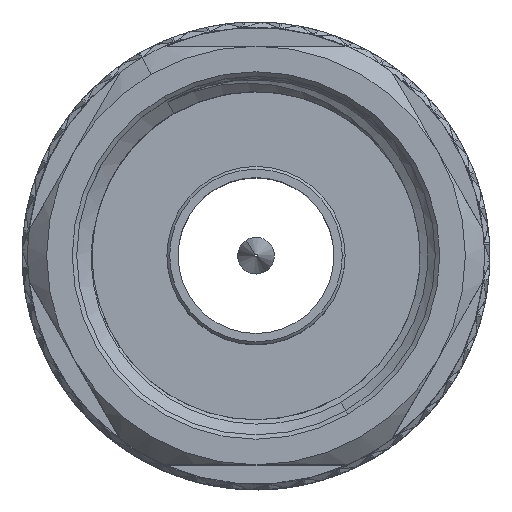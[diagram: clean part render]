
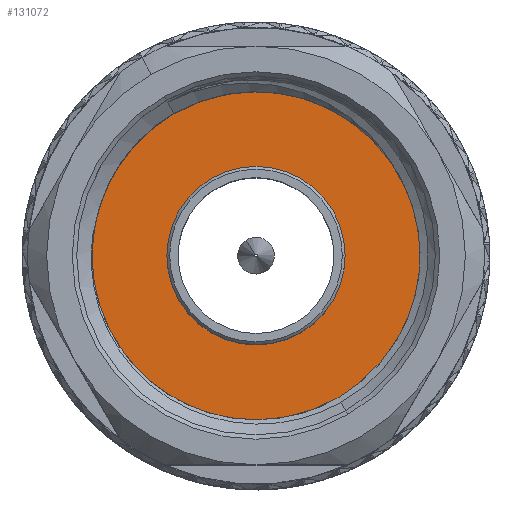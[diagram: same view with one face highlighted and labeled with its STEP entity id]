
A CAD part, top view. The second image highlights one B-rep face of the part: STEP entity #131072.
In plain terms, the highlighted planar face has unit normal (0, 0, 1).
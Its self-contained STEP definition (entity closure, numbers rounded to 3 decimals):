
#7692 = EDGE_CURVE ( 'NONE', #118916, #105474, #110123, .T. ) ;
#8903 = ORIENTED_EDGE ( 'NONE', *, *, #7692, .F. ) ;
#10909 = CARTESIAN_POINT ( 'NONE',  ( -17.517, 17.17, 16.258 ) ) ;
#11285 = CARTESIAN_POINT ( 'NONE',  ( -9.717, 17.17, 16.258 ) ) ;
#13111 = CARTESIAN_POINT ( 'NONE',  ( -17.517, 17.17, 16.258 ) ) ;
#20605 = CARTESIAN_POINT ( 'NONE',  ( -21.517, 17.17, 16.258 ) ) ;
#25205 = PLANE ( 'NONE',  #52919 ) ;
#25805 = DIRECTION ( 'NONE',  ( -1., 0., 0. ) ) ;
#25859 = EDGE_CURVE ( 'NONE', #105474, #118916, #69532, .T. ) ;
#38408 = ORIENTED_EDGE ( 'NONE', *, *, #95304, .T. ) ;
#45065 = CARTESIAN_POINT ( 'NONE',  ( -17.517, 17.17, 16.258 ) ) ;
#46180 = DIRECTION ( 'NONE',  ( 1., 0., 0. ) ) ;
#52919 = AXIS2_PLACEMENT_3D ( 'NONE', #147997, #81340, #46180 ) ;
#55372 = VERTEX_POINT ( 'NONE', #20605 ) ;
#57792 = CARTESIAN_POINT ( 'NONE',  ( -13.517, 17.17, 16.258 ) ) ;
#66453 = EDGE_LOOP ( 'NONE', ( #101938, #38408 ) ) ;
#67241 = FACE_BOUND ( 'NONE', #66453, .T. ) ;
#68503 = DIRECTION ( 'NONE',  ( -1., 0., 0. ) ) ;
#69532 = CIRCLE ( 'NONE', #81451, 7.8 ) ;
#70967 = DIRECTION ( 'NONE',  ( -1., 0., 0. ) ) ;
#81340 = DIRECTION ( 'NONE',  ( 0., 0., 1. ) ) ;
#81451 = AXIS2_PLACEMENT_3D ( 'NONE', #10909, #89459, #68503 ) ;
#84672 = CARTESIAN_POINT ( 'NONE',  ( -25.317, 17.17, 16.258 ) ) ;
#86158 = VERTEX_POINT ( 'NONE', #57792 ) ;
#86930 = EDGE_LOOP ( 'NONE', ( #88017, #8903 ) ) ;
#88017 = ORIENTED_EDGE ( 'NONE', *, *, #25859, .F. ) ;
#89459 = DIRECTION ( 'NONE',  ( 0., 0., -1. ) ) ;
#95304 = EDGE_CURVE ( 'NONE', #86158, #55372, #118665, .T. ) ;
#100522 = AXIS2_PLACEMENT_3D ( 'NONE', #45065, #146858, #146131 ) ;
#101938 = ORIENTED_EDGE ( 'NONE', *, *, #143849, .T. ) ;
#103005 = CIRCLE ( 'NONE', #131744, 4. ) ;
#103190 = DIRECTION ( 'NONE',  ( 0., 0., -1. ) ) ;
#105474 = VERTEX_POINT ( 'NONE', #84672 ) ;
#106783 = AXIS2_PLACEMENT_3D ( 'NONE', #13111, #138831, #25805 ) ;
#110123 = CIRCLE ( 'NONE', #100522, 7.8 ) ;
#112871 = FACE_OUTER_BOUND ( 'NONE', #86930, .T. ) ;
#118665 = CIRCLE ( 'NONE', #106783, 4. ) ;
#118916 = VERTEX_POINT ( 'NONE', #11285 ) ;
#125611 = CARTESIAN_POINT ( 'NONE',  ( -17.517, 17.17, 16.258 ) ) ;
#131072 = ADVANCED_FACE ( 'NONE', ( #67241, #112871 ), #25205, .T. ) ;
#131744 = AXIS2_PLACEMENT_3D ( 'NONE', #125611, #103190, #70967 ) ;
#138831 = DIRECTION ( 'NONE',  ( 0., 0., -1. ) ) ;
#143849 = EDGE_CURVE ( 'NONE', #55372, #86158, #103005, .T. ) ;
#146131 = DIRECTION ( 'NONE',  ( -1., 0., 0. ) ) ;
#146858 = DIRECTION ( 'NONE',  ( 0., 0., -1. ) ) ;
#147997 = CARTESIAN_POINT ( 'NONE',  ( -17.517, 21.17, 16.258 ) ) ;
